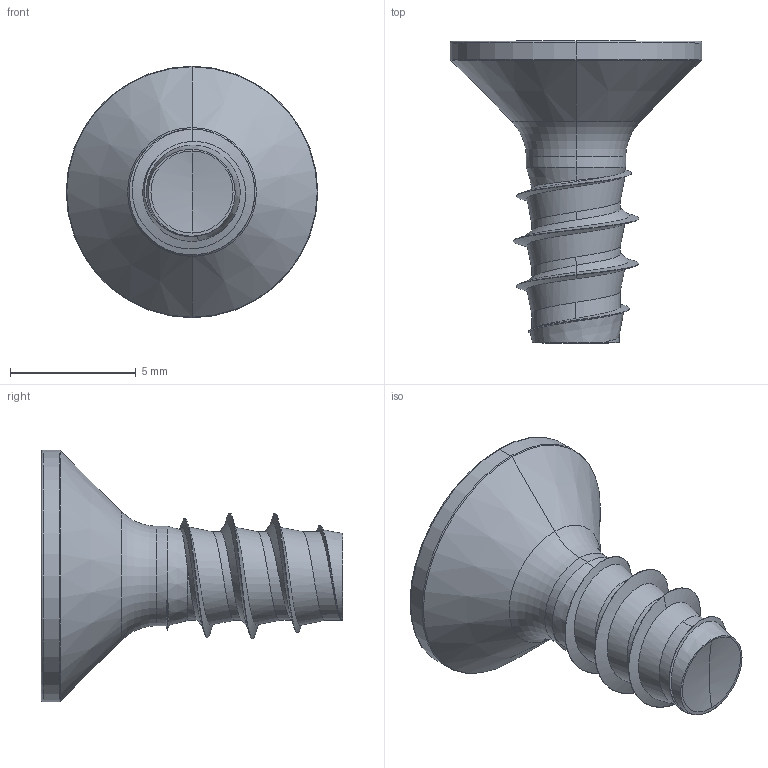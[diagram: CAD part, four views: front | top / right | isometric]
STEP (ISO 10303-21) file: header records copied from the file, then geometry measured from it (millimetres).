
FILE_DESCRIPTION (( 'STEP AP203' ), '1' );
FILE_NAME ('STP330500120.STEP', '2017-08-15T16:41:12', ( '' ), ( '' ), 'SwSTEP 2.0', 'SolidWorks 2015', '' );
FILE_SCHEMA (( 'CONFIG_CONTROL_DESIGN' ));
Length unit declared in the file: millimetre
Products named in the file (1): STP330500120
Bounding box: 10 x 12 x 10 mm (x, y, z)
Volume: 265.3 mm3; surface area: 362.9 mm2
Topology: 1 solids, 1 shells, 170 faces, 379 edges, 211 vertices
Faces by surface type: cylinder 54, bspline 51, sphere 26, plane 22, cone 11, torus 6
Entity records: 13637 total; most frequent: CARTESIAN_POINT 10220, ORIENTED_EDGE 754, DIRECTION 629, EDGE_CURVE 377, AXIS2_PLACEMENT_3D 260, VERTEX_POINT 211, EDGE_LOOP 172, FACE_OUTER_BOUND 170
